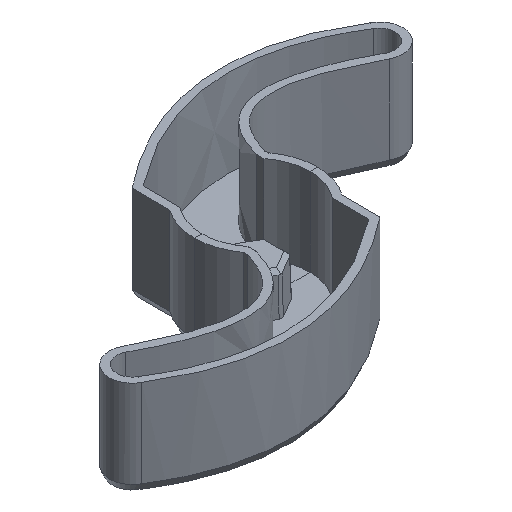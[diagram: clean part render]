
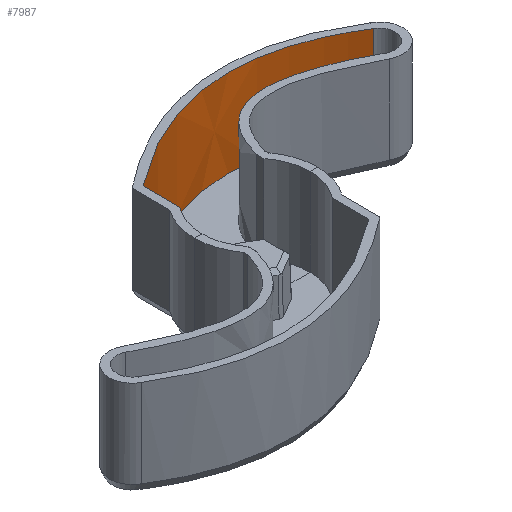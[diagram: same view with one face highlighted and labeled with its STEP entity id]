
A CAD part, isometric view. The second image highlights one B-rep face of the part: STEP entity #7987.
In plain terms, the highlighted face is a extrusion surface.
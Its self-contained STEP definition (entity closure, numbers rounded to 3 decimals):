
#599 = PLANE('',#600);
#600 = AXIS2_PLACEMENT_3D('',#601,#602,#603);
#601 = CARTESIAN_POINT('',(16.924,16.039,21.));
#602 = DIRECTION('',(0.,0.,1.));
#603 = DIRECTION('',(1.,0.,0.));
#4046 = VERTEX_POINT('',#4047);
#4047 = CARTESIAN_POINT('',(-10.1,17.,21.));
#4061 = PLANE('',#4062);
#4062 = AXIS2_PLACEMENT_3D('',#4063,#4064,#4065);
#4063 = CARTESIAN_POINT('',(-10.1,8.185,0.));
#4064 = DIRECTION('',(-1.,0.,0.));
#4065 = DIRECTION('',(0.,1.,0.));
#4073 = EDGE_CURVE('',#4046,#4074,#4076,.T.);
#4074 = VERTEX_POINT('',#4075);
#4075 = CARTESIAN_POINT('',(50.271,22.122,21.));
#4076 = SURFACE_CURVE('',#4077,(#4081,#4088),.PCURVE_S1.);
#4077 = B_SPLINE_CURVE_WITH_KNOTS('',2,(#4078,#4079,#4080),
  .UNSPECIFIED.,.F.,.F.,(3,3),(0.,1.),.PIECEWISE_BEZIER_KNOTS.);
#4078 = CARTESIAN_POINT('',(-10.1,17.,21.));
#4079 = CARTESIAN_POINT('',(20.445,40.988,21.));
#4080 = CARTESIAN_POINT('',(50.271,22.122,21.));
#4081 = PCURVE('',#599,#4082);
#4082 = DEFINITIONAL_REPRESENTATION('',(#4083),#4087);
#4083 = B_SPLINE_CURVE_WITH_KNOTS('',2,(#4084,#4085,#4086),
  .UNSPECIFIED.,.F.,.F.,(3,3),(0.,1.),.PIECEWISE_BEZIER_KNOTS.);
#4084 = CARTESIAN_POINT('',(-27.024,0.961));
#4085 = CARTESIAN_POINT('',(3.52,24.949));
#4086 = CARTESIAN_POINT('',(33.347,6.084));
#4087 = ( GEOMETRIC_REPRESENTATION_CONTEXT(2) 
PARAMETRIC_REPRESENTATION_CONTEXT() REPRESENTATION_CONTEXT('2D SPACE',''
  ) );
#4088 = PCURVE('',#4089,#4096);
#4089 = SURFACE_OF_LINEAR_EXTRUSION('',#4090,#4094);
#4090 = B_SPLINE_CURVE_WITH_KNOTS('',2,(#4091,#4092,#4093),
  .UNSPECIFIED.,.F.,.F.,(3,3),(0.,1.),.PIECEWISE_BEZIER_KNOTS.);
#4091 = CARTESIAN_POINT('',(-10.1,17.,0.));
#4092 = CARTESIAN_POINT('',(20.445,40.988,0.));
#4093 = CARTESIAN_POINT('',(50.271,22.122,0.));
#4094 = VECTOR('',#4095,1.);
#4095 = DIRECTION('',(-0.,-0.,-1.));
#4096 = DEFINITIONAL_REPRESENTATION('',(#4097),#4101);
#4097 = LINE('',#4098,#4099);
#4098 = CARTESIAN_POINT('',(0.,-21.));
#4099 = VECTOR('',#4100,1.);
#4100 = DIRECTION('',(1.,0.));
#4101 = ( GEOMETRIC_REPRESENTATION_CONTEXT(2) 
PARAMETRIC_REPRESENTATION_CONTEXT() REPRESENTATION_CONTEXT('2D SPACE',''
  ) );
#4120 = CYLINDRICAL_SURFACE('',#4121,3.75);
#4121 = AXIS2_PLACEMENT_3D('',#4122,#4123,#4124);
#4122 = CARTESIAN_POINT('',(48.511,18.811,0.));
#4123 = DIRECTION('',(-0.,-0.,-1.));
#4124 = DIRECTION('',(1.,0.,0.));
#7432 = PLANE('',#7433);
#7433 = AXIS2_PLACEMENT_3D('',#7434,#7435,#7436);
#7434 = CARTESIAN_POINT('',(16.924,16.039,0.));
#7435 = DIRECTION('',(0.,0.,1.));
#7436 = DIRECTION('',(1.,0.,0.));
#7944 = EDGE_CURVE('',#7945,#4046,#7947,.T.);
#7945 = VERTEX_POINT('',#7946);
#7946 = CARTESIAN_POINT('',(-10.1,17.,0.));
#7947 = SURFACE_CURVE('',#7948,(#7952,#7959),.PCURVE_S1.);
#7948 = LINE('',#7949,#7950);
#7949 = CARTESIAN_POINT('',(-10.1,17.,0.));
#7950 = VECTOR('',#7951,1.);
#7951 = DIRECTION('',(0.,0.,1.));
#7952 = PCURVE('',#4061,#7953);
#7953 = DEFINITIONAL_REPRESENTATION('',(#7954),#7958);
#7954 = LINE('',#7955,#7956);
#7955 = CARTESIAN_POINT('',(8.815,0.));
#7956 = VECTOR('',#7957,1.);
#7957 = DIRECTION('',(0.,-1.));
#7958 = ( GEOMETRIC_REPRESENTATION_CONTEXT(2) 
PARAMETRIC_REPRESENTATION_CONTEXT() REPRESENTATION_CONTEXT('2D SPACE',''
  ) );
#7959 = PCURVE('',#4089,#7960);
#7960 = DEFINITIONAL_REPRESENTATION('',(#7961),#7965);
#7961 = LINE('',#7962,#7963);
#7962 = CARTESIAN_POINT('',(0.,0.));
#7963 = VECTOR('',#7964,1.);
#7964 = DIRECTION('',(0.,-1.));
#7965 = ( GEOMETRIC_REPRESENTATION_CONTEXT(2) 
PARAMETRIC_REPRESENTATION_CONTEXT() REPRESENTATION_CONTEXT('2D SPACE',''
  ) );
#7987 = ADVANCED_FACE('',(#7988),#4089,.F.);
#7988 = FACE_BOUND('',#7989,.F.);
#7989 = EDGE_LOOP('',(#7990,#7991,#7992,#8015));
#7990 = ORIENTED_EDGE('',*,*,#7944,.T.);
#7991 = ORIENTED_EDGE('',*,*,#4073,.T.);
#7992 = ORIENTED_EDGE('',*,*,#7993,.F.);
#7993 = EDGE_CURVE('',#7994,#4074,#7996,.T.);
#7994 = VERTEX_POINT('',#7995);
#7995 = CARTESIAN_POINT('',(50.271,22.122,0.));
#7996 = SURFACE_CURVE('',#7997,(#8001,#8008),.PCURVE_S1.);
#7997 = LINE('',#7998,#7999);
#7998 = CARTESIAN_POINT('',(50.271,22.122,0.));
#7999 = VECTOR('',#8000,1.);
#8000 = DIRECTION('',(0.,0.,1.));
#8001 = PCURVE('',#4089,#8002);
#8002 = DEFINITIONAL_REPRESENTATION('',(#8003),#8007);
#8003 = LINE('',#8004,#8005);
#8004 = CARTESIAN_POINT('',(1.,0.));
#8005 = VECTOR('',#8006,1.);
#8006 = DIRECTION('',(0.,-1.));
#8007 = ( GEOMETRIC_REPRESENTATION_CONTEXT(2) 
PARAMETRIC_REPRESENTATION_CONTEXT() REPRESENTATION_CONTEXT('2D SPACE',''
  ) );
#8008 = PCURVE('',#4120,#8009);
#8009 = DEFINITIONAL_REPRESENTATION('',(#8010),#8014);
#8010 = LINE('',#8011,#8012);
#8011 = CARTESIAN_POINT('',(-7.365,0.));
#8012 = VECTOR('',#8013,1.);
#8013 = DIRECTION('',(-0.,-1.));
#8014 = ( GEOMETRIC_REPRESENTATION_CONTEXT(2) 
PARAMETRIC_REPRESENTATION_CONTEXT() REPRESENTATION_CONTEXT('2D SPACE',''
  ) );
#8015 = ORIENTED_EDGE('',*,*,#8016,.F.);
#8016 = EDGE_CURVE('',#7945,#7994,#8017,.T.);
#8017 = SURFACE_CURVE('',#8018,(#8022,#8029),.PCURVE_S1.);
#8018 = B_SPLINE_CURVE_WITH_KNOTS('',2,(#8019,#8020,#8021),
  .UNSPECIFIED.,.F.,.F.,(3,3),(0.,1.),.PIECEWISE_BEZIER_KNOTS.);
#8019 = CARTESIAN_POINT('',(-10.1,17.,0.));
#8020 = CARTESIAN_POINT('',(20.445,40.988,0.));
#8021 = CARTESIAN_POINT('',(50.271,22.122,0.));
#8022 = PCURVE('',#4089,#8023);
#8023 = DEFINITIONAL_REPRESENTATION('',(#8024),#8028);
#8024 = LINE('',#8025,#8026);
#8025 = CARTESIAN_POINT('',(0.,0.));
#8026 = VECTOR('',#8027,1.);
#8027 = DIRECTION('',(1.,0.));
#8028 = ( GEOMETRIC_REPRESENTATION_CONTEXT(2) 
PARAMETRIC_REPRESENTATION_CONTEXT() REPRESENTATION_CONTEXT('2D SPACE',''
  ) );
#8029 = PCURVE('',#7432,#8030);
#8030 = DEFINITIONAL_REPRESENTATION('',(#8031),#8035);
#8031 = B_SPLINE_CURVE_WITH_KNOTS('',2,(#8032,#8033,#8034),
  .UNSPECIFIED.,.F.,.F.,(3,3),(0.,1.),.PIECEWISE_BEZIER_KNOTS.);
#8032 = CARTESIAN_POINT('',(-27.024,0.961));
#8033 = CARTESIAN_POINT('',(3.52,24.949));
#8034 = CARTESIAN_POINT('',(33.347,6.084));
#8035 = ( GEOMETRIC_REPRESENTATION_CONTEXT(2) 
PARAMETRIC_REPRESENTATION_CONTEXT() REPRESENTATION_CONTEXT('2D SPACE',''
  ) );
